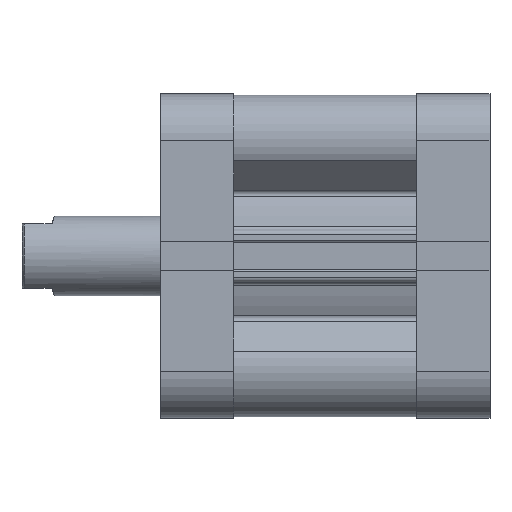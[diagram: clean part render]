
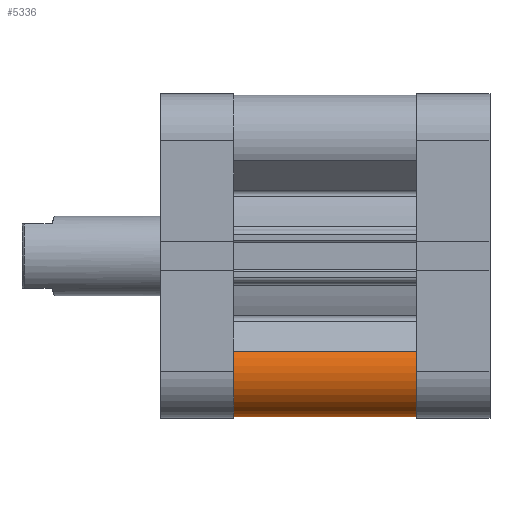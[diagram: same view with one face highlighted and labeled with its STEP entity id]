
A CAD part, front view. The second image highlights one B-rep face of the part: STEP entity #5336.
In plain terms, the highlighted cylindrical face has radius 9.25 mm (diameter 18.5 mm), a partial arc.
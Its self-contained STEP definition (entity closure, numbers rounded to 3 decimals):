
#86 = CARTESIAN_POINT ( 'NONE',  ( -32.5, -23.25, 0. ) ) ;
#90 = CARTESIAN_POINT ( 'NONE',  ( -32.5, -23.25, 37. ) ) ;
#98 = CARTESIAN_POINT ( 'NONE',  ( -19.184, -31.559, 0. ) ) ;
#378 = DIRECTION ( 'NONE',  ( -1., 0., 0. ) ) ;
#383 = CARTESIAN_POINT ( 'NONE',  ( -23.25, -23.25, 0. ) ) ;
#384 = DIRECTION ( 'NONE',  ( 0., 0., 1. ) ) ;
#420 = CARTESIAN_POINT ( 'NONE',  ( -19.184, -31.559, 37. ) ) ;
#744 = CARTESIAN_POINT ( 'NONE',  ( -23.25, -23.25, 37. ) ) ;
#968 = DIRECTION ( 'NONE',  ( -1., 0., 0. ) ) ;
#977 = DIRECTION ( 'NONE',  ( 0., 0., 1. ) ) ;
#1045 = DIRECTION ( 'NONE',  ( 0., 0., -1. ) ) ;
#1102 = DIRECTION ( 'NONE',  ( 0., 0., -1. ) ) ;
#1265 = CARTESIAN_POINT ( 'NONE',  ( -32.5, -23.25, 37. ) ) ;
#2673 = CARTESIAN_POINT ( 'NONE',  ( -23.25, -23.25, 37. ) ) ;
#2675 = DIRECTION ( 'NONE',  ( 0., 0., -1. ) ) ;
#2676 = DIRECTION ( 'NONE',  ( -1., 0., 0. ) ) ;
#3671 = CARTESIAN_POINT ( 'NONE',  ( -19.184, -31.559, 37. ) ) ;
#4697 = VERTEX_POINT ( 'NONE', #3671 ) ;
#4713 = VERTEX_POINT ( 'NONE', #86 ) ;
#4724 = VERTEX_POINT ( 'NONE', #90 ) ;
#4747 = VERTEX_POINT ( 'NONE', #98 ) ;
#5207 = EDGE_LOOP ( 'NONE', ( #9773, #9772, #9771, #9770 ) ) ;
#5336 = ADVANCED_FACE ( 'NONE', ( #6184 ), #6190, .T. ) ;
#6184 = FACE_OUTER_BOUND ( 'NONE', #5207, .T. ) ;
#6190 = CYLINDRICAL_SURFACE ( 'NONE', #8319, 9.25 ) ;
#7154 = LINE ( 'NONE', #1265, #7157 ) ;
#7157 = VECTOR ( 'NONE', #1102, 1000. ) ;
#7181 = CIRCLE ( 'NONE', #8670, 9.25 ) ;
#7185 = LINE ( 'NONE', #420, #7187 ) ;
#7187 = VECTOR ( 'NONE', #1045, 1000. ) ;
#7232 = CIRCLE ( 'NONE', #8700, 9.25 ) ;
#8002 = EDGE_CURVE ( 'NONE', #4724, #4713, #7154, .T. ) ;
#8015 = EDGE_CURVE ( 'NONE', #4713, #4747, #7181, .T. ) ;
#8021 = EDGE_CURVE ( 'NONE', #4697, #4747, #7185, .T. ) ;
#8052 = EDGE_CURVE ( 'NONE', #4724, #4697, #7232, .T. ) ;
#8319 = AXIS2_PLACEMENT_3D ( 'NONE', #2673, #2675, #2676 ) ;
#8670 = AXIS2_PLACEMENT_3D ( 'NONE', #383, #384, #378 ) ;
#8700 = AXIS2_PLACEMENT_3D ( 'NONE', #744, #977, #968 ) ;
#9770 = ORIENTED_EDGE ( 'NONE', *, *, #8021, .F. ) ;
#9771 = ORIENTED_EDGE ( 'NONE', *, *, #8015, .T. ) ;
#9772 = ORIENTED_EDGE ( 'NONE', *, *, #8002, .T. ) ;
#9773 = ORIENTED_EDGE ( 'NONE', *, *, #8052, .F. ) ;
